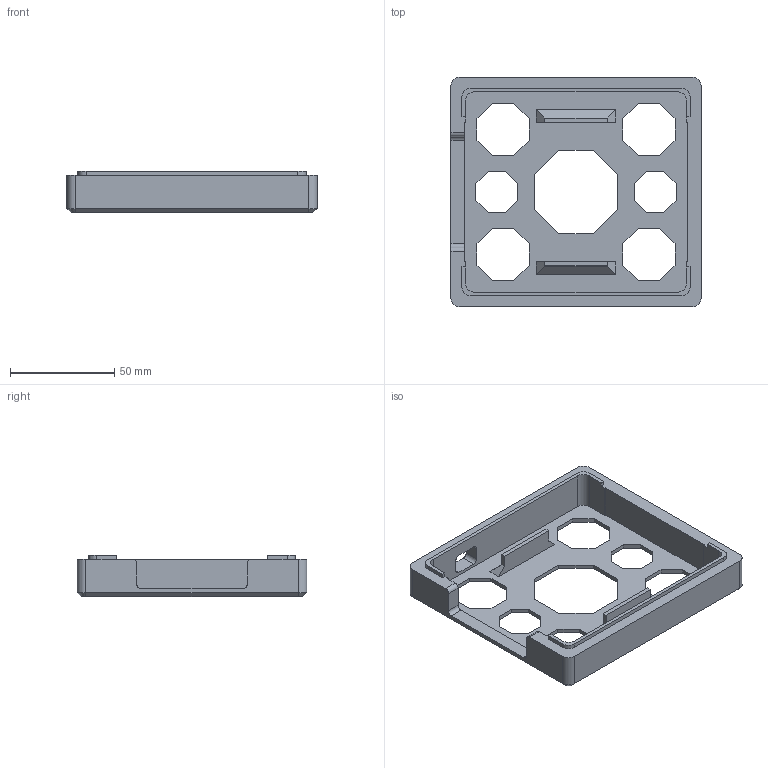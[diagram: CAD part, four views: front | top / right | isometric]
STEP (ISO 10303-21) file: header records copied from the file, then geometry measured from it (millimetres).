
FILE_DESCRIPTION(/* description */ ('STEP AP203'),/* implementation_level */ '2;1');
FILE_NAME(/* name */ '63ea52f91ae12640e22f380f',/* time_stamp */ '2023-02-13T15:10:49+00:00',/* author */ (''),/* organization */ (''),/* preprocessor_version */ 'ST-DEVELOPER v18.102',/* originating_system */ ' ',/* authorisation */ ' ');
FILE_SCHEMA (('CONFIG_CONTROL_DESIGN'));
Length unit declared in the file: metre
Products named in the file (1): Light_Tray
Bounding box: 120 x 110 x 20 mm (x, y, z)
Volume: 61625.5 mm3; surface area: 34400.3 mm2
Topology: 1 solids, 1 shells, 138 faces, 390 edges, 256 vertices
Faces by surface type: plane 114, cylinder 20, cone 4
Entity records: 4464 total; most frequent: CARTESIAN_POINT 785, ORIENTED_EDGE 780, DIRECTION 712, EDGE_CURVE 390, LINE 346, VECTOR 346, VERTEX_POINT 256, AXIS2_PLACEMENT_3D 183
